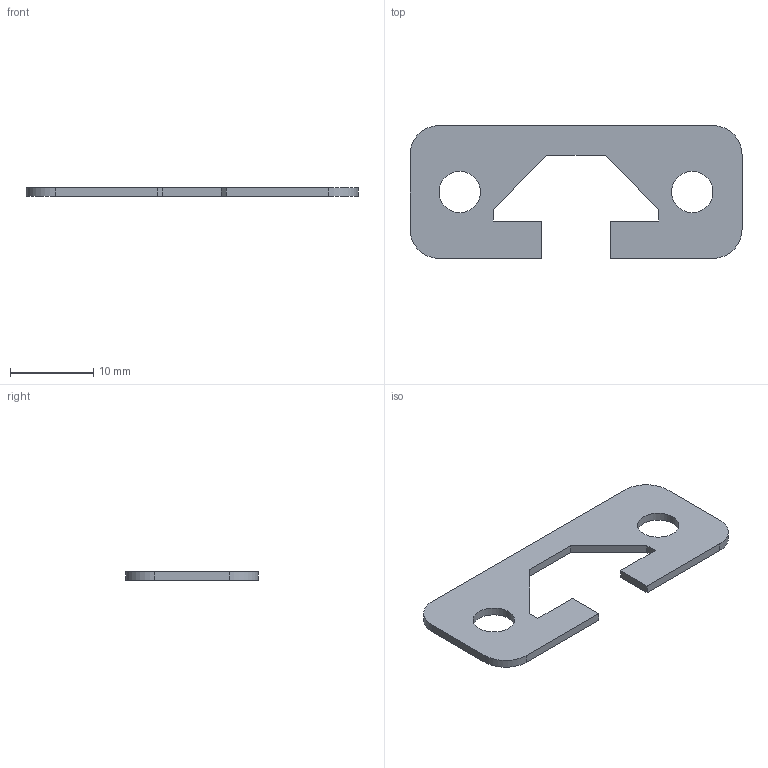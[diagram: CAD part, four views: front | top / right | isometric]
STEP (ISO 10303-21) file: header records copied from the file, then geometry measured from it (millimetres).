
FILE_DESCRIPTION((''),'2;1');
FILE_NAME('SP300_extern.ipt.step','2007-09-10T15:09:35',(''),(''),'Autodesk Inventor 11','Autodesk Inventor 11','');
FILE_SCHEMA(('AUTOMOTIVE_DESIGN { 1 0 10303 214 1 1 1 1 }'));
Length unit declared in the file: millimetre
Products named in the file (1): SP300_extern
Bounding box: 40 x 16 x 1 mm (x, y, z)
Volume: 437.4 mm3; surface area: 1053 mm2
Topology: 1 solids, 1 shells, 22 faces, 62 edges, 42 vertices
Faces by surface type: plane 16, cylinder 5, bspline 1
Full cylindrical faces by diameter (mm): 5 x1
Entity records: 730 total; most frequent: CARTESIAN_POINT 138, ORIENTED_EDGE 116, DIRECTION 114, EDGE_CURVE 58, VECTOR 46, LINE 46, VERTEX_POINT 40, AXIS2_PLACEMENT_3D 34
